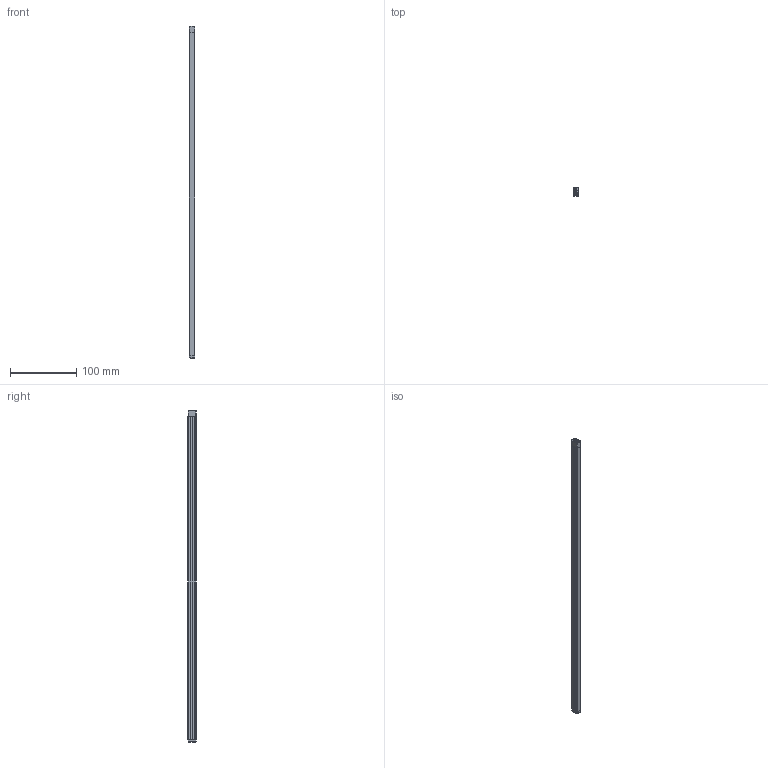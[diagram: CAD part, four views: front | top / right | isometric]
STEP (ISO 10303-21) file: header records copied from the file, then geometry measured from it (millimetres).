
FILE_DESCRIPTION (( 'STEP AP203' ), '1' );
FILE_NAME ('700.015.4000.0500.STEP', '2018-09-26T14:28:54', ( 'Localadmin' ), ( 'Microsoft' ), 'SwSTEP 2.0', 'SolidWorks 2018', '' );
FILE_SCHEMA (( 'CONFIG_CONTROL_DESIGN' ));
Length unit declared in the file: millimetre
Products named in the file (7): PRT.545.002; PRT.545.003; ISO 2009 - M2 x 16 - 16N_ISO 2009 - M2 x 16 - 16N; ISO 2009 - M2 x 10 - 10N_ISO 2009 - M2 x 10 - 10N; 700.015.4000.0500; PRT.545.001; 700.203.001
Assembly tree (6 placements, depth 2):
  700.015.4000.0500
    PRT.545.001
    700.203.001
    PRT.545.002
    PRT.545.003
    ISO 2009 - M2 x 16 - 16N_ISO 2009 - M2 x 16 - 16N
    ISO 2009 - M2 x 10 - 10N_ISO 2009 - M2 x 10 - 10N
Bounding box: 8.78 x 12.25 x 500 mm (x, y, z)
Volume: 29944.5 mm3; surface area: 44977.6 mm2
Topology: 6 solids, 6 shells, 229 faces, 574 edges, 338 vertices
Faces by surface type: cylinder 109, plane 82, sphere 12, torus 10, cone 8, bspline 8
Entity records: 7675 total; most frequent: CARTESIAN_POINT 1543, DIRECTION 1188, ORIENTED_EDGE 1108, EDGE_CURVE 554, AXIS2_PLACEMENT_3D 441, VERTEX_POINT 338, VECTOR 306, LINE 306
